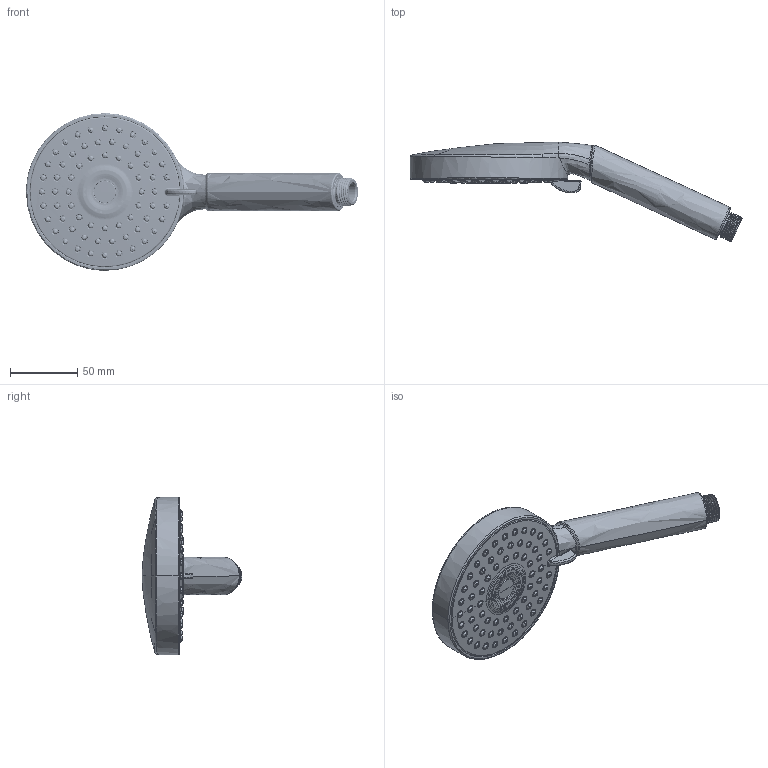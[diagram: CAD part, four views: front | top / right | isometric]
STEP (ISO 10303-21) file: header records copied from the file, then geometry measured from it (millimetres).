
FILE_DESCRIPTION((''),'2;1');
FILE_NAME('A104301_ASM_ASM_ASM','2020-10-09T',('Administrator'),('Globeunion.com'),'PRO/ENGINEER BY PARAMETRIC TECHNOLOGY CORPORATION, 2014000','PRO/ENGINEER BY PARAMETRIC TECHNOLOGY CORPORATION, 2014000','');
FILE_SCHEMA(('AUTOMOTIVE_DESIGN { 1 0 10303 214 1 1 1 1 }'));
Products named in the file (13): A104101-001_1_1; A104303_MIAN_ASM_1_ASM_1_ASM; A10411-005_1_1; A183501-013_1_1; A104303_ASM_1_ASM_1_ASM; A104303_ASM_ASM_1_ASM; A104301-002_8; A104301-003_1; A104301FAC_ASM_3_ASM; A104301-005_4; A104301_ASM_3_ASM; A104301_ASM_ASM; A104301_ASM_ASM_ASM
Assembly tree (12 placements, depth 5):
  A104301_ASM_ASM_ASM
    A104303_ASM_ASM_1_ASM
      A104303_ASM_1_ASM_1_ASM
        A104101-001_1_1
        A104303_MIAN_ASM_1_ASM_1_ASM
        A10411-005_1_1
        A183501-013_1_1
    A104301_ASM_ASM
      A104301_ASM_3_ASM
        A104301FAC_ASM_3_ASM
          A104301-002_8
          A104301-003_1
        A104301-005_4
Bounding box: 247.67 x 74.38 x 117.54 mm (x, y, z)
Volume: 146285.9 mm3; surface area: 113336.5 mm2
Topology: 6 solids, 6 shells, 2409 faces, 6142 edges, 3945 vertices
Faces by surface type: cylinder 818, bspline 581, plane 480, cone 163, sphere 146, revolution 130, torus 77, extrusion 14
Entity records: 172935 total; most frequent: CARTESIAN_POINT 89759, ORIENTED_EDGE 12252, DIRECTION 8224, PRESENTATION_STYLE_ASSIGNMENT 7820, STYLED_ITEM 7753, CURVE_STYLE 6140, EDGE_CURVE 6126, VERTEX_POINT 3945
